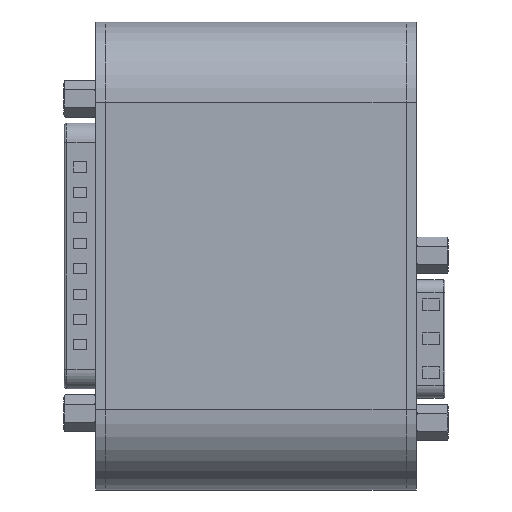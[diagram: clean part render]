
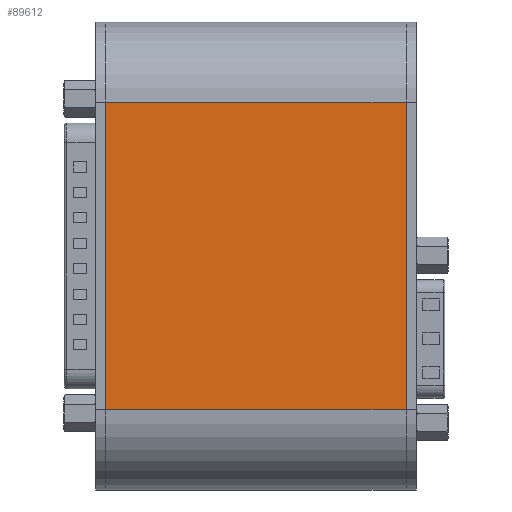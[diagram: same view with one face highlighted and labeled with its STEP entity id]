
A CAD part, top view. The second image highlights one B-rep face of the part: STEP entity #89612.
In plain terms, the highlighted planar face has unit normal (0, 0, 1).
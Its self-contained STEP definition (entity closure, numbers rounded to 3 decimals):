
#6108=FACE_OUTER_BOUND('',#10786,.T.);
#10786=EDGE_LOOP('',(#58836,#58837,#58838,#58839));
#15768=LINE('',#125203,#25773);
#15817=LINE('',#125341,#25822);
#15818=LINE('',#125343,#25823);
#15819=LINE('',#125344,#25824);
#25773=VECTOR('',#101393,10.);
#25822=VECTOR('',#101532,10.);
#25823=VECTOR('',#101533,10.);
#25824=VECTOR('',#101534,10.);
#35774=VERTEX_POINT('',#125200);
#35775=VERTEX_POINT('',#125202);
#35819=VERTEX_POINT('',#125340);
#35820=VERTEX_POINT('',#125342);
#44869=EDGE_CURVE('',#35774,#35775,#15768,.T.);
#44939=EDGE_CURVE('',#35819,#35774,#15817,.T.);
#44940=EDGE_CURVE('',#35820,#35819,#15818,.T.);
#44941=EDGE_CURVE('',#35775,#35820,#15819,.T.);
#58836=ORIENTED_EDGE('',*,*,#44939,.F.);
#58837=ORIENTED_EDGE('',*,*,#44940,.F.);
#58838=ORIENTED_EDGE('',*,*,#44941,.F.);
#58839=ORIENTED_EDGE('',*,*,#44869,.F.);
#86377=PLANE('',#94504);
#89612=ADVANCED_FACE('',(#6108),#86377,.T.);
#94504=AXIS2_PLACEMENT_3D('',#125339,#101530,#101531);
#101393=DIRECTION('',(0.,1.,0.));
#101530=DIRECTION('center_axis',(0.,0.,1.));
#101531=DIRECTION('ref_axis',(0.,-1.,0.));
#101532=DIRECTION('',(-1.,0.,0.));
#101533=DIRECTION('',(0.,-1.,0.));
#101534=DIRECTION('',(1.,0.,0.));
#125200=CARTESIAN_POINT('',(-22.5,-23.,12.));
#125202=CARTESIAN_POINT('',(-22.5,23.,12.));
#125203=CARTESIAN_POINT('',(-22.5,-23.,12.));
#125339=CARTESIAN_POINT('Origin',(0.,23.,12.));
#125340=CARTESIAN_POINT('',(22.5,-23.,12.));
#125341=CARTESIAN_POINT('',(0.,-23.,12.));
#125342=CARTESIAN_POINT('',(22.5,23.,12.));
#125343=CARTESIAN_POINT('',(22.5,-23.,12.));
#125344=CARTESIAN_POINT('',(0.,23.,12.));
